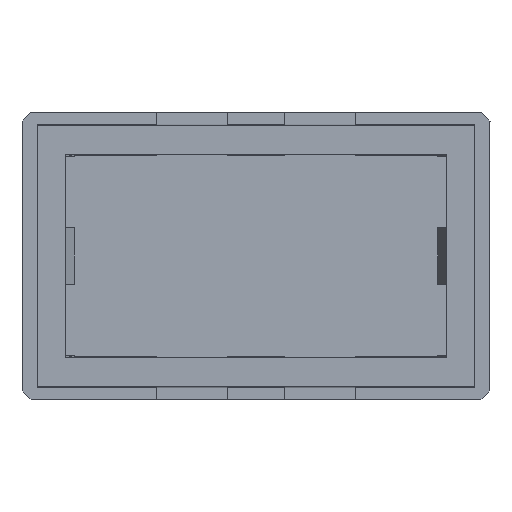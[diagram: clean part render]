
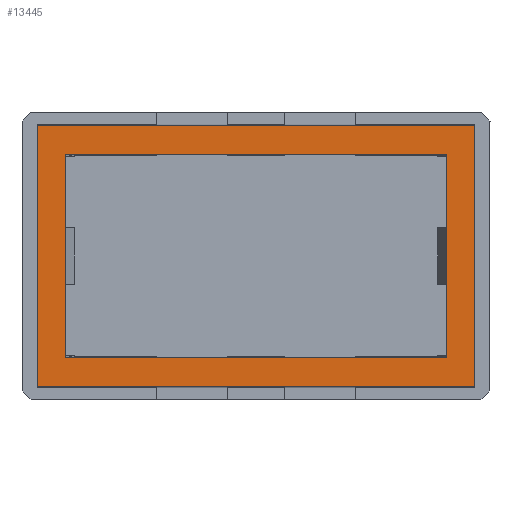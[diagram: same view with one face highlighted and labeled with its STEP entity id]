
A CAD part, front view. The second image highlights one B-rep face of the part: STEP entity #13445.
In plain terms, the highlighted planar face has unit normal (0, -1, 0).
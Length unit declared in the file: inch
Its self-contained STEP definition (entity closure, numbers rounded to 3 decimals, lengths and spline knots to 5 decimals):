
#958=DIRECTION('',(-1.,0.,0.));
#959=VECTOR('',#958,63.64);
#960=CARTESIAN_POINT('',(31.82,0.,-16.875));
#961=LINE('',#960,#959);
#1102=DIRECTION('',(1.,0.,0.));
#1103=VECTOR('',#1102,63.64);
#1104=CARTESIAN_POINT('',(-31.82,0.,16.875));
#1105=LINE('',#1104,#1103);
#1172=DIRECTION('',(-1.,0.,0.));
#1173=VECTOR('',#1172,72.89312);
#1174=CARTESIAN_POINT('',(36.44656,0.,21.765));
#1175=LINE('',#1174,#1173);
#1208=DIRECTION('',(0.,0.,1.));
#1209=VECTOR('',#1208,43.53);
#1210=CARTESIAN_POINT('',(-36.44656,0.,-21.765));
#1211=LINE('',#1210,#1209);
#1232=DIRECTION('',(1.,0.,0.));
#1233=VECTOR('',#1232,72.89312);
#1234=CARTESIAN_POINT('',(-36.44656,0.,-21.765));
#1235=LINE('',#1234,#1233);
#4800=DIRECTION('',(0.,0.,-1.));
#4801=VECTOR('',#4800,33.75);
#4802=CARTESIAN_POINT('',(31.82,0.,16.875));
#4803=LINE('',#4802,#4801);
#9300=DIRECTION('',(0.,0.,1.));
#9301=VECTOR('',#9300,43.53);
#9302=CARTESIAN_POINT('',(36.44656,0.,-21.765));
#9303=LINE('',#9302,#9301);
#9450=DIRECTION('',(0.,0.,-1.));
#9451=VECTOR('',#9450,33.75);
#9452=CARTESIAN_POINT('',(-31.82,0.,16.875));
#9453=LINE('',#9452,#9451);
#10048=CARTESIAN_POINT('',(31.82,0.,16.875));
#10049=VERTEX_POINT('',#10048);
#10487=CARTESIAN_POINT('',(36.44656,0.,21.765));
#10489=VERTEX_POINT('',#10487);
#10525=CARTESIAN_POINT('',(31.82,0.,-16.875));
#10526=VERTEX_POINT('',#10525);
#10964=CARTESIAN_POINT('',(36.44656,0.,-21.765));
#10966=VERTEX_POINT('',#10964);
#11002=CARTESIAN_POINT('',(-31.82,0.,16.875));
#11003=VERTEX_POINT('',#11002);
#11441=CARTESIAN_POINT('',(-36.44656,0.,21.765));
#11443=VERTEX_POINT('',#11441);
#11479=CARTESIAN_POINT('',(-31.82,0.,-16.875));
#11480=VERTEX_POINT('',#11479);
#11918=CARTESIAN_POINT('',(-36.44656,0.,-21.765));
#11920=VERTEX_POINT('',#11918);
#13421=CARTESIAN_POINT('',(0.,0.,0.));
#13422=DIRECTION('',(0.,1.,0.));
#13423=DIRECTION('',(0.,0.,1.));
#13424=AXIS2_PLACEMENT_3D('',#13421,#13422,#13423);
#13425=PLANE('',#13424);
#13427=ORIENTED_EDGE('',*,*,#13426,.F.);
#13429=ORIENTED_EDGE('',*,*,#13428,.T.);
#13431=ORIENTED_EDGE('',*,*,#13430,.F.);
#13433=ORIENTED_EDGE('',*,*,#13432,.F.);
#13434=EDGE_LOOP('',(#13427,#13429,#13431,#13433));
#13435=FACE_OUTER_BOUND('',#13434,.F.);
#13437=ORIENTED_EDGE('',*,*,#13436,.F.);
#13439=ORIENTED_EDGE('',*,*,#13438,.T.);
#13440=ORIENTED_EDGE('',*,*,#13385,.F.);
#13442=ORIENTED_EDGE('',*,*,#13441,.F.);
#13443=EDGE_LOOP('',(#13437,#13439,#13440,#13442));
#13444=FACE_BOUND('',#13443,.F.);
#13445=ADVANCED_FACE('',(#13435,#13444),#13425,.F.);
#13385=EDGE_CURVE('',#10526,#11480,#961,.T.);
#13426=EDGE_CURVE('',#11920,#10966,#1235,.T.);
#13428=EDGE_CURVE('',#11920,#11443,#1211,.T.);
#13430=EDGE_CURVE('',#10489,#11443,#1175,.T.);
#13432=EDGE_CURVE('',#10966,#10489,#9303,.T.);
#13436=EDGE_CURVE('',#11003,#10049,#1105,.T.);
#13438=EDGE_CURVE('',#11003,#11480,#9453,.T.);
#13441=EDGE_CURVE('',#10049,#10526,#4803,.T.);
